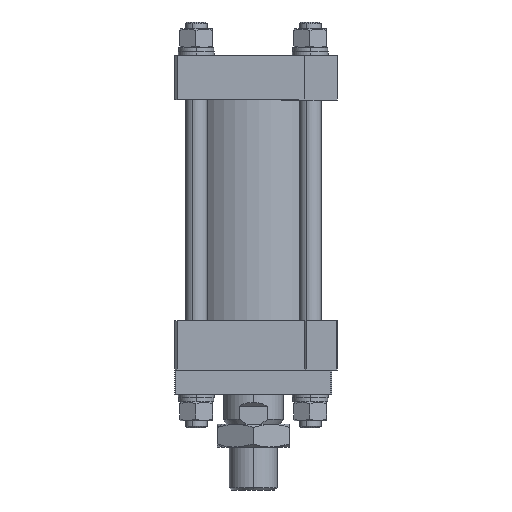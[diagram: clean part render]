
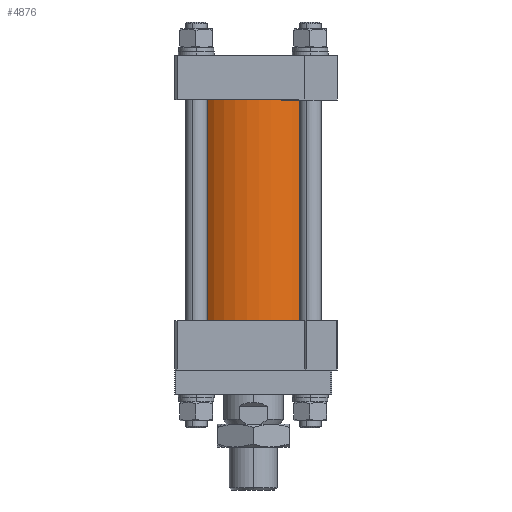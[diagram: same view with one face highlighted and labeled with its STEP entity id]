
A CAD part, left-side view. The second image highlights one B-rep face of the part: STEP entity #4876.
In plain terms, the highlighted cylindrical face has radius 57 mm (diameter 114 mm), a partial arc.
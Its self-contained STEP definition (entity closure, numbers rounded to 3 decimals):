
#1977 = AXIS2_PLACEMENT_3D ( 'NONE', #5757, #5755, #5753 ) ;
#2086 = VERTEX_POINT ( 'NONE', #8870 ) ;
#3144 = VECTOR ( 'NONE', #8580, 1000. ) ;
#3150 = LINE ( 'NONE', #8581, #3144 ) ;
#3151 = VECTOR ( 'NONE', #8579, 1000. ) ;
#3152 = CIRCLE ( 'NONE', #4533, 57. ) ;
#3154 = CIRCLE ( 'NONE', #4529, 57. ) ;
#3158 = LINE ( 'NONE', #8575, #3151 ) ;
#4271 = EDGE_LOOP ( 'NONE', ( #6331, #6408, #6372, #6391 ) ) ;
#4529 = AXIS2_PLACEMENT_3D ( 'NONE', #8582, #8583, #8584 ) ;
#4533 = AXIS2_PLACEMENT_3D ( 'NONE', #8585, #8586, #8587 ) ;
#4876 = ADVANCED_FACE ( 'NONE', ( #8360 ), #8266, .T. ) ;
#5753 = DIRECTION ( 'NONE',  ( -1., 0., 0. ) ) ;
#5755 = DIRECTION ( 'NONE',  ( 0., 0., -1. ) ) ;
#5757 = CARTESIAN_POINT ( 'NONE',  ( 0., 0., 92. ) ) ;
#6331 = ORIENTED_EDGE ( 'NONE', *, *, #7730, .F. ) ;
#6372 = ORIENTED_EDGE ( 'NONE', *, *, #7732, .T. ) ;
#6391 = ORIENTED_EDGE ( 'NONE', *, *, #7731, .F. ) ;
#6408 = ORIENTED_EDGE ( 'NONE', *, *, #7729, .T. ) ;
#7729 = EDGE_CURVE ( 'NONE', #9019, #2086, #3158, .T. ) ;
#7730 = EDGE_CURVE ( 'NONE', #9019, #8996, #3154, .T. ) ;
#7731 = EDGE_CURVE ( 'NONE', #8996, #9016, #3150, .T. ) ;
#7732 = EDGE_CURVE ( 'NONE', #2086, #9016, #3152, .T. ) ;
#8266 = CYLINDRICAL_SURFACE ( 'NONE', #1977, 57. ) ;
#8360 = FACE_OUTER_BOUND ( 'NONE', #4271, .T. ) ;
#8575 = CARTESIAN_POINT ( 'NONE',  ( 57., 0., 92. ) ) ;
#8579 = DIRECTION ( 'NONE',  ( 0., 0., -1. ) ) ;
#8580 = DIRECTION ( 'NONE',  ( 0., 0., -1. ) ) ;
#8581 = CARTESIAN_POINT ( 'NONE',  ( -57., 0., 92. ) ) ;
#8582 = CARTESIAN_POINT ( 'NONE',  ( 0., 0., 92. ) ) ;
#8583 = DIRECTION ( 'NONE',  ( 0., 0., 1. ) ) ;
#8584 = DIRECTION ( 'NONE',  ( 1., 0., 0. ) ) ;
#8585 = CARTESIAN_POINT ( 'NONE',  ( 0., 0., -92. ) ) ;
#8586 = DIRECTION ( 'NONE',  ( 0., 0., 1. ) ) ;
#8587 = DIRECTION ( 'NONE',  ( 1., 0., 0. ) ) ;
#8802 = CARTESIAN_POINT ( 'NONE',  ( -57., 0., 92. ) ) ;
#8818 = CARTESIAN_POINT ( 'NONE',  ( -57., 0., -92. ) ) ;
#8821 = CARTESIAN_POINT ( 'NONE',  ( 57., 0., 92. ) ) ;
#8870 = CARTESIAN_POINT ( 'NONE',  ( 57., 0., -92. ) ) ;
#8996 = VERTEX_POINT ( 'NONE', #8802 ) ;
#9016 = VERTEX_POINT ( 'NONE', #8818 ) ;
#9019 = VERTEX_POINT ( 'NONE', #8821 ) ;
